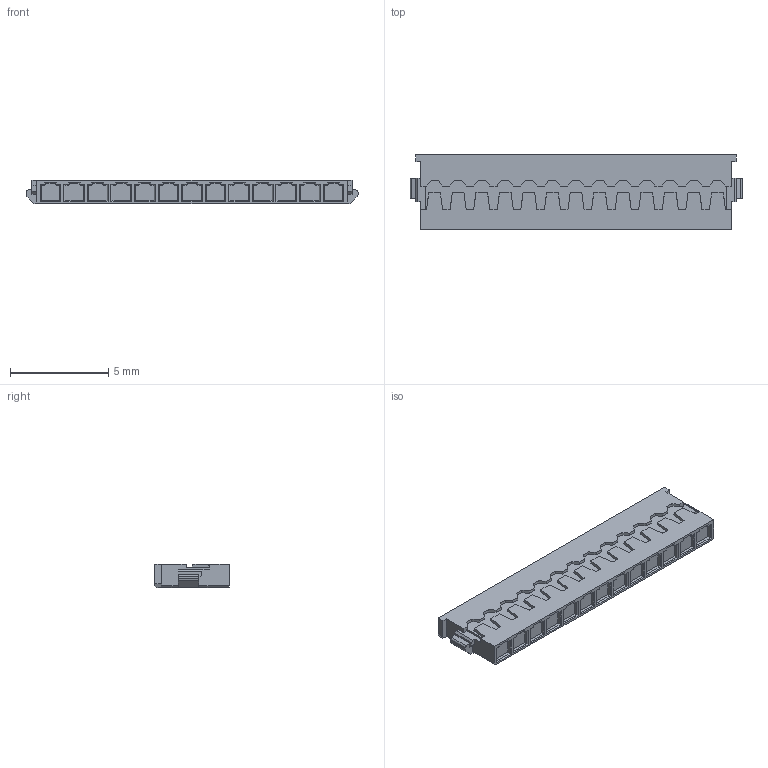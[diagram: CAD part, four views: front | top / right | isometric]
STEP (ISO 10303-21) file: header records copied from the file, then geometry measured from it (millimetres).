
FILE_DESCRIPTION(('CoCreate Modeling STEP Export'),'2;1');
FILE_NAME('WB1201(H)-H013X.stp','2021-09-18T 9:11:49',(''),(''),'CoCreate Modeling STEP processor for AP214 (Solid Model)','CoCreate Modeling 16.00 13-May-2008 (C) Parametric Technology GmbH','');
FILE_SCHEMA(('AUTOMOTIVE_DESIGN { 1 0 10303 214 1 1 1 1 }'));
Length unit declared in the file: millimetre
Products named in the file (2): WB1201(H)-H013X
Assembly tree (1 placements, depth 2):
  WB1201(H)-H013X
    WB1201(H)-H013X
Bounding box: 16.9 x 3.8 x 1.2 mm (x, y, z)
Volume: 64.9 mm3; surface area: 208.8 mm2
Topology: 1 solids, 1 shells, 532 faces, 1419 edges, 902 vertices
Faces by surface type: plane 502, cylinder 30
Entity records: 15969 total; most frequent: ORIENTED_EDGE 2838, CARTESIAN_POINT 2819, DIRECTION 2492, EDGE_CURVE 1419, VECTOR 1342, LINE 1342, VERTEX_POINT 902, AXIS2_PLACEMENT_3D 575
